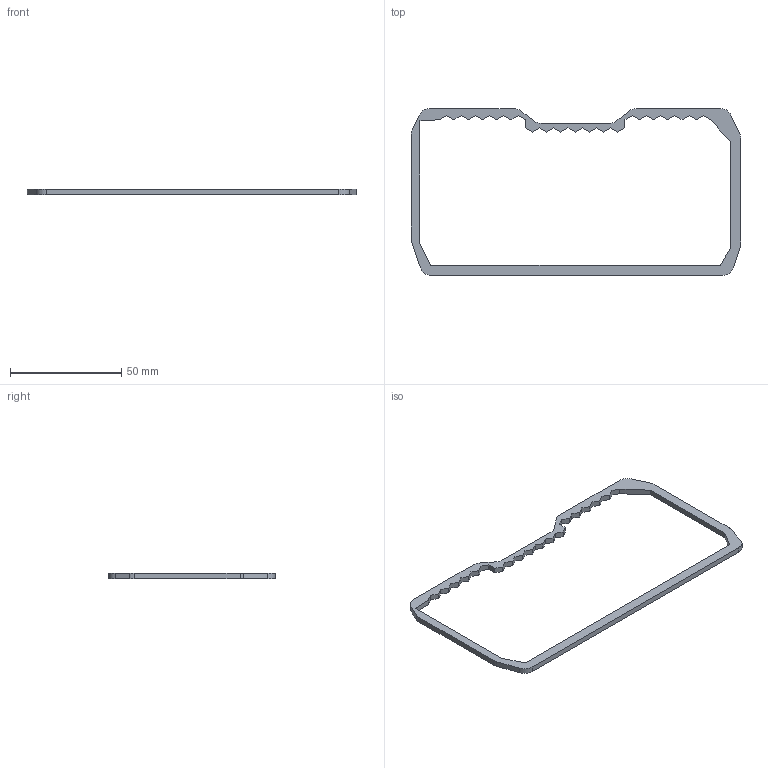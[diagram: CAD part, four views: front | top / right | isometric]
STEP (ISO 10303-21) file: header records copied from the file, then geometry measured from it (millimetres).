
FILE_DESCRIPTION(/* description */ (''),/* implementation_level */ '2;1');
FILE_NAME(/* name */ 'tool_box_insert_test_fit.step',/* time_stamp */ '2024-11-30T16:19:01+01:00',/* author */ (''),/* organization */ (''),/* preprocessor_version */ 'ST-DEVELOPER v20',/* originating_system */ 'Autodesk Translation Framework v13.20.0.188',/* authorisation */ '');
FILE_SCHEMA (('AUTOMOTIVE_DESIGN { 1 0 10303 214 3 1 1 }'));
Length unit declared in the file: millimetre
Products named in the file (1): (Unsaved)
Bounding box: 148 x 75 x 2.5 mm (x, y, z)
Volume: 4367.1 mm3; surface area: 5628.6 mm2
Topology: 1 solids, 1 shells, 73 faces, 213 edges, 142 vertices
Faces by surface type: plane 61, cylinder 12
Entity records: 2435 total; most frequent: CARTESIAN_POINT 429, ORIENTED_EDGE 426, DIRECTION 385, EDGE_CURVE 213, LINE 189, VECTOR 189, VERTEX_POINT 142, AXIS2_PLACEMENT_3D 98
